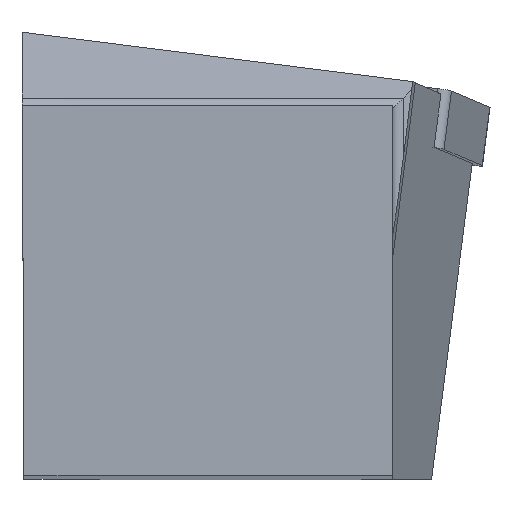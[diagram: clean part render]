
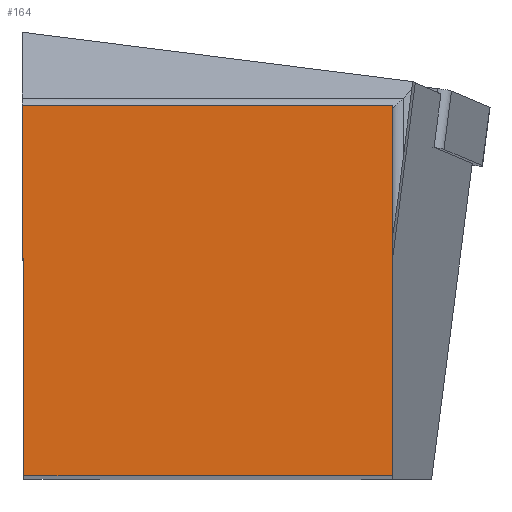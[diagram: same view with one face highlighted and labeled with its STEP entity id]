
A CAD part, top view. The second image highlights one B-rep face of the part: STEP entity #164.
In plain terms, the highlighted planar face has unit normal (0, 0, 1).
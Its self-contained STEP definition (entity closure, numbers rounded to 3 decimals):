
#130=FACE_OUTER_BOUND('',#356,.T.);
#164=ADVANCED_FACE('SHANK_FACE_BACK',(#130),#193,.F.);
#193=PLANE('',#812);
#246=LINE('',#1235,#306);
#248=LINE('',#1239,#308);
#251=LINE('',#1247,#311);
#252=LINE('',#1249,#312);
#306=VECTOR('',#967,1.);
#308=VECTOR('',#971,1.);
#311=VECTOR('',#978,1.);
#312=VECTOR('',#979,1.);
#356=EDGE_LOOP('',(#486,#487,#488,#489));
#486=ORIENTED_EDGE('',*,*,#667,.F.);
#487=ORIENTED_EDGE('',*,*,#665,.T.);
#488=ORIENTED_EDGE('',*,*,#671,.T.);
#489=ORIENTED_EDGE('',*,*,#672,.F.);
#589=VERTEX_POINT('',#1234);
#590=VERTEX_POINT('',#1236);
#591=VERTEX_POINT('',#1240);
#594=VERTEX_POINT('',#1248);
#665=EDGE_CURVE('',#590,#589,#246,.T.);
#667=EDGE_CURVE('',#590,#591,#248,.T.);
#671=EDGE_CURVE('',#589,#594,#251,.T.);
#672=EDGE_CURVE('',#591,#594,#252,.T.);
#812=AXIS2_PLACEMENT_3D('',#1250,#980,#981);
#967=DIRECTION('',(1.,0.,0.));
#971=DIRECTION('',(-0.004,1.,0.));
#978=DIRECTION('',(0.,1.,0.));
#979=DIRECTION('',(1.,0.,0.));
#980=DIRECTION('',(0.,0.,-1.));
#981=DIRECTION('',(-0.992,0.128,0.));
#1234=CARTESIAN_POINT('',(39.85,0.,0.));
#1235=CARTESIAN_POINT('',(-7.493,0.,0.));
#1236=CARTESIAN_POINT('',(0.174,0.,0.));
#1239=CARTESIAN_POINT('',(1.164,-226.833,0.));
#1240=CARTESIAN_POINT('',(0.,39.85,0.));
#1247=CARTESIAN_POINT('',(39.85,-7.493,0.));
#1248=CARTESIAN_POINT('',(39.85,39.85,0.));
#1249=CARTESIAN_POINT('',(-7.492,39.85,0.));
#1250=CARTESIAN_POINT('',(0.,0.,
0.));
